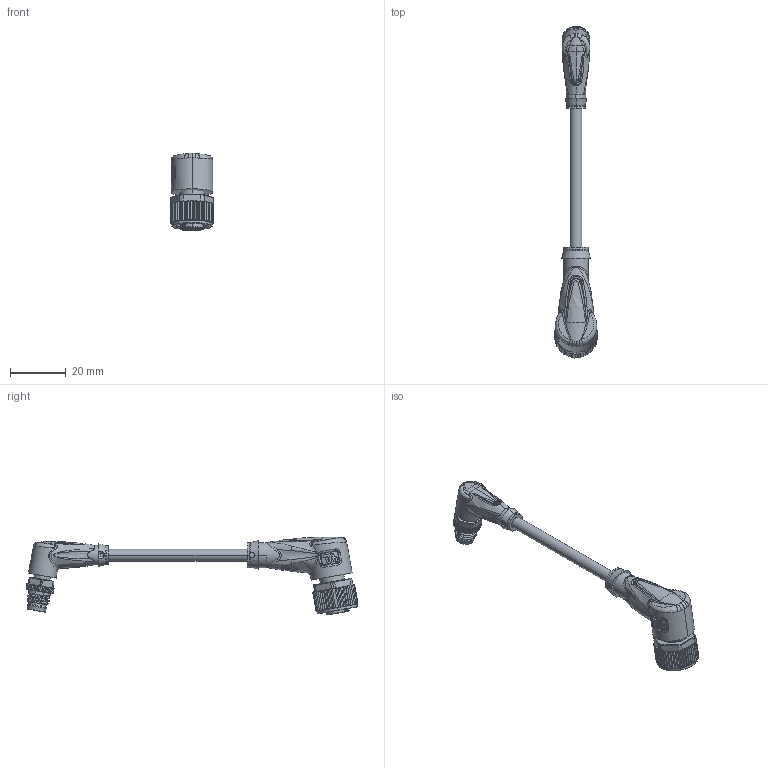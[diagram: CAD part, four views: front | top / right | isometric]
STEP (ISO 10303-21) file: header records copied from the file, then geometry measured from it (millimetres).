
FILE_DESCRIPTION(('STEP AP214'),'1');
FILE_NAME('cctmp_5FD8CADE-138D-43D9-8050-A92B05B95AD7_2022_04_27_10_32_01_0084..stp','2022-04-27T08:32:09',('KiM GmbH'),('CADClick - www.CADClick.com'),'Spatial InterOp 3D postprocessed',' ','unknown authorization');
FILE_SCHEMA(('AUTOMOTIVE_DESIGN'));
Length unit declared in the file: millimetre
Products named in the file (9): Connection2; Connection2_2; Connection2_1; T195709_1; Cable; Connection1; Connection1_2; Connection1_1; T195709
Assembly tree (8 placements, depth 4):
  T195709
    T195709_1
      Connection2
        Connection2_2
        Connection2_1
      Cable
      Connection1
        Connection1_2
        Connection1_1
Bounding box: 15.4 x 119.56 x 28.05 mm (x, y, z)
Volume: 9229 mm3; surface area: 7080.4 mm2
Topology: 7 solids, 29 shells, 1885 faces, 4927 edges, 3121 vertices
Faces by surface type: plane 846, cylinder 330, bspline 283, torus 250, cone 154, extrusion 16, sphere 6
Entity records: 100391 total; most frequent: CARTESIAN_POINT 48098, ORIENTED_EDGE 9784, DIRECTION 8264, EDGE_CURVE 4914, VERTEX_POINT 3121, AXIS2_PLACEMENT_3D 2909, STYLED_ITEM 2532, PRESENTATION_STYLE_ASSIGNMENT 2532
